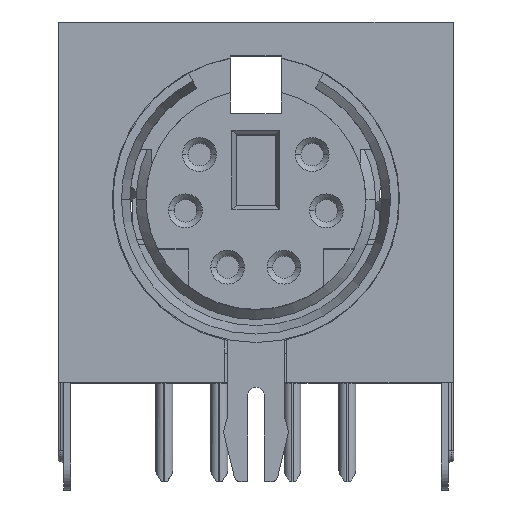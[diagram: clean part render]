
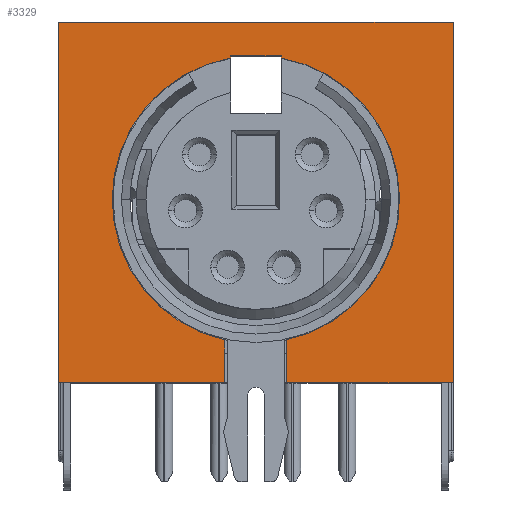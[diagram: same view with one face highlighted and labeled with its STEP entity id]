
A CAD part, top view. The second image highlights one B-rep face of the part: STEP entity #3329.
In plain terms, the highlighted planar face has unit normal (0, 0, 1).
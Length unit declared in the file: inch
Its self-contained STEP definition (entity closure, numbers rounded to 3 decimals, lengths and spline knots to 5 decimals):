
#134 = DIRECTION ( 'NONE',  ( 1., 0., 0. ) ) ;
#232 = ORIENTED_EDGE ( 'NONE', *, *, #5254, .T. ) ;
#241 = VECTOR ( 'NONE', #8764, 39.37008 ) ;
#810 = CARTESIAN_POINT ( 'NONE',  ( 0.55118, 0.50394, 0. ) ) ;
#868 = VERTEX_POINT ( 'NONE', #15697 ) ;
#900 = DIRECTION ( 'NONE',  ( 0., 0., 1. ) ) ;
#1319 = CARTESIAN_POINT ( 'NONE',  ( 0.31102, 0.35433, 0. ) ) ;
#1517 = DIRECTION ( 'NONE',  ( 0., 0., -1. ) ) ;
#1828 = DIRECTION ( 'NONE',  ( 0., 0., -1. ) ) ;
#1956 = AXIS2_PLACEMENT_3D ( 'NONE', #14831, #1517, #13107 ) ;
#2027 = EDGE_CURVE ( 'NONE', #8772, #11593, #3219, .T. ) ;
#2105 = FACE_OUTER_BOUND ( 'NONE', #2215, .T. ) ;
#2207 = VECTOR ( 'NONE', #5576, 39.37008 ) ;
#2215 = EDGE_LOOP ( 'NONE', ( #15895, #232, #12505, #8651, #8662, #7770, #13900, #6640, #4593, #3913, #2793, #7747, #5359 ) ) ;
#2265 = VERTEX_POINT ( 'NONE', #15605 ) ;
#2332 = VECTOR ( 'NONE', #16084, 39.37008 ) ;
#2603 = VERTEX_POINT ( 'NONE', #5794 ) ;
#2679 = CARTESIAN_POINT ( 'NONE',  ( 0.55118, 0., 0. ) ) ;
#2793 = ORIENTED_EDGE ( 'NONE', *, *, #2027, .T. ) ;
#3219 = CIRCLE ( 'NONE', #14081, 0.20079 ) ;
#3299 = EDGE_CURVE ( 'NONE', #2603, #7183, #7570, .T. ) ;
#3329 = ADVANCED_FACE ( 'NONE', ( #2105 ), #15292, .T. ) ;
#3353 = DIRECTION ( 'NONE',  ( 0., 0., -1. ) ) ;
#3605 = VERTEX_POINT ( 'NONE', #6699 ) ;
#3620 = DIRECTION ( 'NONE',  ( 1., 0., 0. ) ) ;
#3913 = ORIENTED_EDGE ( 'NONE', *, *, #5740, .T. ) ;
#4137 = VECTOR ( 'NONE', #7277, 39.37008 ) ;
#4342 = LINE ( 'NONE', #13440, #2332 ) ;
#4346 = CARTESIAN_POINT ( 'NONE',  ( 0., 0., 0. ) ) ;
#4381 = VERTEX_POINT ( 'NONE', #4346 ) ;
#4524 = LINE ( 'NONE', #14918, #4137 ) ;
#4593 = ORIENTED_EDGE ( 'NONE', *, *, #5689, .T. ) ;
#5161 = EDGE_CURVE ( 'NONE', #11593, #2265, #12062, .T. ) ;
#5254 = EDGE_CURVE ( 'NONE', #868, #16308, #9036, .T. ) ;
#5359 = ORIENTED_EDGE ( 'NONE', *, *, #15736, .T. ) ;
#5480 = CARTESIAN_POINT ( 'NONE',  ( 0.3189, 0.15591, 0. ) ) ;
#5576 = DIRECTION ( 'NONE',  ( 0., 1., 0. ) ) ;
#5689 = EDGE_CURVE ( 'NONE', #8571, #13744, #4524, .T. ) ;
#5740 = EDGE_CURVE ( 'NONE', #13744, #8772, #9309, .T. ) ;
#5794 = CARTESIAN_POINT ( 'NONE',  ( 0., 0.50394, 0. ) ) ;
#5876 = VECTOR ( 'NONE', #11704, 39.37008 ) ;
#6037 = AXIS2_PLACEMENT_3D ( 'NONE', #15021, #3353, #13748 ) ;
#6108 = CARTESIAN_POINT ( 'NONE',  ( 0., 0.50394, 0. ) ) ;
#6417 = CARTESIAN_POINT ( 'NONE',  ( 0.3189, 0.05984, 0. ) ) ;
#6640 = ORIENTED_EDGE ( 'NONE', *, *, #10121, .F. ) ;
#6699 = CARTESIAN_POINT ( 'NONE',  ( 0.31102, 0.45669, 0. ) ) ;
#6774 = LINE ( 'NONE', #7291, #15122 ) ;
#7183 = VERTEX_POINT ( 'NONE', #14662 ) ;
#7277 = DIRECTION ( 'NONE',  ( 0., 1., 0. ) ) ;
#7291 = CARTESIAN_POINT ( 'NONE',  ( 0.55118, 0., 0. ) ) ;
#7389 = CARTESIAN_POINT ( 'NONE',  ( 0.27559, 0.25591, 0. ) ) ;
#7570 = LINE ( 'NONE', #6108, #241 ) ;
#7747 = ORIENTED_EDGE ( 'NONE', *, *, #5161, .T. ) ;
#7770 = ORIENTED_EDGE ( 'NONE', *, *, #3299, .F. ) ;
#7830 = VECTOR ( 'NONE', #134, 39.37008 ) ;
#8430 = DIRECTION ( 'NONE',  ( 0., -1., 0. ) ) ;
#8500 = DIRECTION ( 'NONE',  ( -0.216, -0.976, 0. ) ) ;
#8571 = VERTEX_POINT ( 'NONE', #10483 ) ;
#8592 = VECTOR ( 'NONE', #14762, 39.37008 ) ;
#8651 = ORIENTED_EDGE ( 'NONE', *, *, #14425, .F. ) ;
#8662 = ORIENTED_EDGE ( 'NONE', *, *, #13637, .F. ) ;
#8752 = LINE ( 'NONE', #810, #14600 ) ;
#8764 = DIRECTION ( 'NONE',  ( 1., 0., 0. ) ) ;
#8772 = VERTEX_POINT ( 'NONE', #12031 ) ;
#9036 = CIRCLE ( 'NONE', #6037, 0.20079 ) ;
#9199 = VECTOR ( 'NONE', #10512, 39.37008 ) ;
#9309 = CIRCLE ( 'NONE', #1956, 0.20079 ) ;
#9489 = CARTESIAN_POINT ( 'NONE',  ( 0., 0., 0. ) ) ;
#10051 = EDGE_CURVE ( 'NONE', #16308, #10464, #10503, .T. ) ;
#10121 = EDGE_CURVE ( 'NONE', #8571, #4381, #6774, .T. ) ;
#10464 = VERTEX_POINT ( 'NONE', #13499 ) ;
#10483 = CARTESIAN_POINT ( 'NONE',  ( 0.23228, 0., 0. ) ) ;
#10503 = LINE ( 'NONE', #5480, #5876 ) ;
#10512 = DIRECTION ( 'NONE',  ( 0., -1., 0. ) ) ;
#10850 = LINE ( 'NONE', #9489, #8592 ) ;
#11039 = CARTESIAN_POINT ( 'NONE',  ( 0.23228, 0.05984, 0. ) ) ;
#11105 = DIRECTION ( 'NONE',  ( -1., 0., 0. ) ) ;
#11593 = VERTEX_POINT ( 'NONE', #13203 ) ;
#11704 = DIRECTION ( 'NONE',  ( 0., -1., 0. ) ) ;
#11818 = CARTESIAN_POINT ( 'NONE',  ( 0.25787, 0.45669, 0. ) ) ;
#12031 = CARTESIAN_POINT ( 'NONE',  ( 0.0748, 0.25591, 0. ) ) ;
#12062 = LINE ( 'NONE', #15964, #2207 ) ;
#12079 = LINE ( 'NONE', #11818, #7830 ) ;
#12303 = EDGE_CURVE ( 'NONE', #4381, #2603, #10850, .T. ) ;
#12505 = ORIENTED_EDGE ( 'NONE', *, *, #10051, .T. ) ;
#12655 = CARTESIAN_POINT ( 'NONE',  ( 0.27559, 0.25197, 0. ) ) ;
#12989 = LINE ( 'NONE', #1319, #9199 ) ;
#13107 = DIRECTION ( 'NONE',  ( -0.216, -0.976, 0. ) ) ;
#13203 = CARTESIAN_POINT ( 'NONE',  ( 0.24016, 0.45354, 0. ) ) ;
#13440 = CARTESIAN_POINT ( 'NONE',  ( 0.55118, 0., 0. ) ) ;
#13499 = CARTESIAN_POINT ( 'NONE',  ( 0.3189, 0., 0. ) ) ;
#13637 = EDGE_CURVE ( 'NONE', #7183, #16125, #8752, .T. ) ;
#13744 = VERTEX_POINT ( 'NONE', #11039 ) ;
#13748 = DIRECTION ( 'NONE',  ( -0.216, -0.976, 0. ) ) ;
#13863 = AXIS2_PLACEMENT_3D ( 'NONE', #12655, #900, #3620 ) ;
#13900 = ORIENTED_EDGE ( 'NONE', *, *, #12303, .F. ) ;
#14081 = AXIS2_PLACEMENT_3D ( 'NONE', #7389, #1828, #8500 ) ;
#14425 = EDGE_CURVE ( 'NONE', #16125, #10464, #4342, .T. ) ;
#14600 = VECTOR ( 'NONE', #8430, 39.37008 ) ;
#14662 = CARTESIAN_POINT ( 'NONE',  ( 0.55118, 0.50394, 0. ) ) ;
#14762 = DIRECTION ( 'NONE',  ( 0., 1., 0. ) ) ;
#14831 = CARTESIAN_POINT ( 'NONE',  ( 0.27559, 0.25591, 0. ) ) ;
#14918 = CARTESIAN_POINT ( 'NONE',  ( 0.23228, 0.12598, 0. ) ) ;
#15021 = CARTESIAN_POINT ( 'NONE',  ( 0.27559, 0.25591, 0. ) ) ;
#15122 = VECTOR ( 'NONE', #11105, 39.37008 ) ;
#15292 = PLANE ( 'NONE',  #13863 ) ;
#15605 = CARTESIAN_POINT ( 'NONE',  ( 0.24016, 0.45669, 0. ) ) ;
#15697 = CARTESIAN_POINT ( 'NONE',  ( 0.31102, 0.45354, 0. ) ) ;
#15736 = EDGE_CURVE ( 'NONE', #2265, #3605, #12079, .T. ) ;
#15895 = ORIENTED_EDGE ( 'NONE', *, *, #16096, .T. ) ;
#15964 = CARTESIAN_POINT ( 'NONE',  ( 0.24016, 0.31398, 0. ) ) ;
#16084 = DIRECTION ( 'NONE',  ( -1., 0., 0. ) ) ;
#16096 = EDGE_CURVE ( 'NONE', #3605, #868, #12989, .T. ) ;
#16125 = VERTEX_POINT ( 'NONE', #2679 ) ;
#16308 = VERTEX_POINT ( 'NONE', #6417 ) ;
